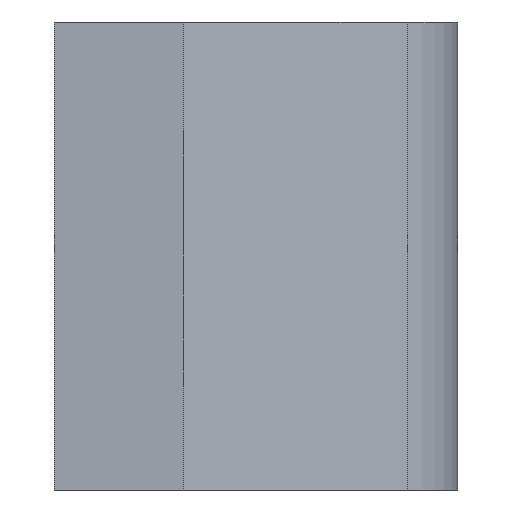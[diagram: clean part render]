
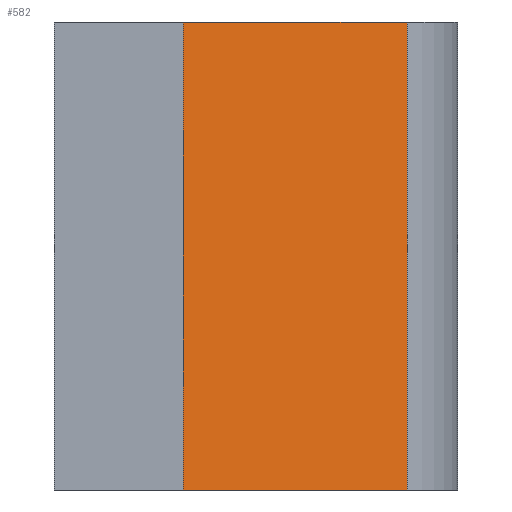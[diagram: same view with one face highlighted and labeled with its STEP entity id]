
A CAD part, left-side view. The second image highlights one B-rep face of the part: STEP entity #582.
In plain terms, the highlighted planar face has unit normal (-0.793, -0.609, 0).
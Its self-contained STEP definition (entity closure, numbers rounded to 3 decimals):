
#199=DIRECTION('',(0.609,-0.793,0.));
#200=VECTOR('',#199,8.746);
#201=CARTESIAN_POINT('',(-4.25,2.25,-7.25));
#202=LINE('',#201,#200);
#272=DIRECTION('',(0.,0.,-1.));
#273=VECTOR('',#272,14.5);
#274=CARTESIAN_POINT('',(1.078,-4.687,7.25));
#275=LINE('',#274,#273);
#276=DIRECTION('',(0.,0.,1.));
#277=VECTOR('',#276,14.5);
#278=CARTESIAN_POINT('',(-4.25,2.25,-7.25));
#279=LINE('',#278,#277);
#346=DIRECTION('',(0.609,-0.793,0.));
#347=VECTOR('',#346,8.746);
#348=CARTESIAN_POINT('',(-4.25,2.25,7.25));
#349=LINE('',#348,#347);
#372=CARTESIAN_POINT('',(-4.25,2.25,-7.25));
#373=VERTEX_POINT('',#372);
#384=CARTESIAN_POINT('',(-4.25,2.25,7.25));
#385=VERTEX_POINT('',#384);
#411=CARTESIAN_POINT('',(1.078,-4.687,-7.25));
#413=VERTEX_POINT('',#411);
#414=CARTESIAN_POINT('',(1.078,-4.687,7.25));
#415=VERTEX_POINT('',#414);
#569=CARTESIAN_POINT('',(-4.25,2.25,-7.25));
#570=DIRECTION('',(-0.793,-0.609,0.));
#571=DIRECTION('',(0.609,-0.793,0.));
#572=AXIS2_PLACEMENT_3D('',#569,#570,#571);
#573=PLANE('',#572);
#574=ORIENTED_EDGE('',*,*,#561,.T.);
#575=ORIENTED_EDGE('',*,*,#431,.F.);
#577=ORIENTED_EDGE('',*,*,#576,.T.);
#579=ORIENTED_EDGE('',*,*,#578,.T.);
#580=EDGE_LOOP('',(#574,#575,#577,#579));
#581=FACE_OUTER_BOUND('',#580,.F.);
#582=ADVANCED_FACE('',(#581),#573,.T.);
#431=EDGE_CURVE('',#373,#413,#202,.T.);
#561=EDGE_CURVE('',#415,#413,#275,.T.);
#576=EDGE_CURVE('',#373,#385,#279,.T.);
#578=EDGE_CURVE('',#385,#415,#349,.T.);
